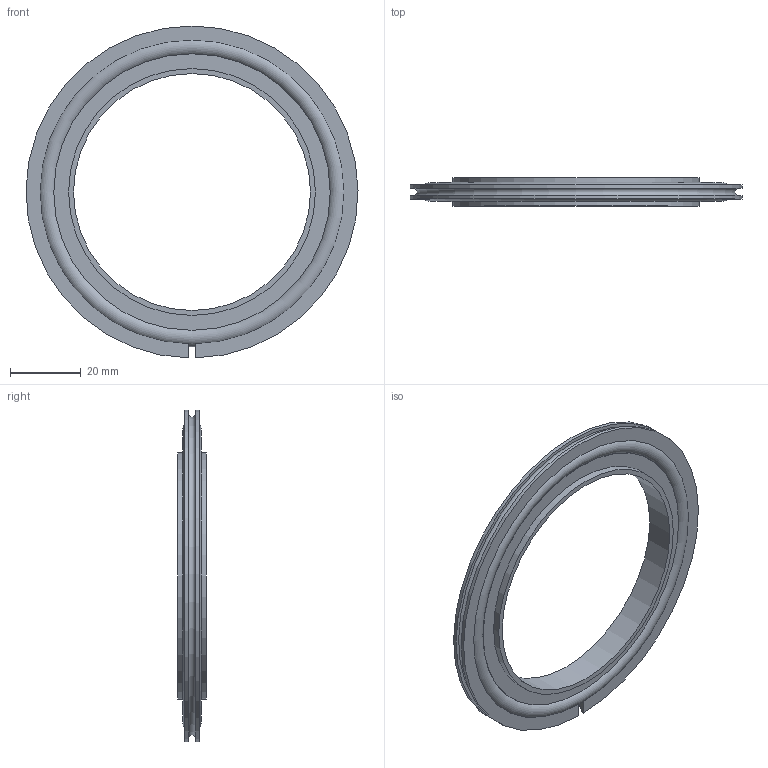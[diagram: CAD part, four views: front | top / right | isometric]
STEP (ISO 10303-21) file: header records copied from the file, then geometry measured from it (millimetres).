
FILE_DESCRIPTION(/* description */ (''),/* implementation_level */ '2;1');
FILE_NAME(/* name */ 'FL-CRSV63LF.stp',/* time_stamp */ '2018-07-11T09:51:46+01:00',/* author */ ('paul'),/* organization */ (''),/* preprocessor_version */ 'ST-DEVELOPER v17',/* originating_system */ 'Autodesk Inventor 2019',/* authorisation */ '');
FILE_SCHEMA (('AUTOMOTIVE_DESIGN { 1 0 10303 214 3 1 1 }'));
Length unit declared in the file: millimetre
Products named in the file (4): FL-CRSV63LF; o ring carrier 63; O ring; o ring retainer 63
Assembly tree (3 placements, depth 2):
  FL-CRSV63LF
    o ring carrier 63
    O ring
    o ring retainer 63
Bounding box: 93.89 x 8 x 93.89 mm (x, y, z)
Volume: 14457.9 mm3; surface area: 16043.8 mm2
Topology: 3 solids, 3 shells, 21 faces, 54 edges, 39 vertices
Faces by surface type: plane 10, cylinder 7, torus 4
Full cylindrical faces by diameter (mm): 67 x1, 69.8 x2, 78.2 x2
Entity records: 890 total; most frequent: CARTESIAN_POINT 183, DIRECTION 139, ORIENTED_EDGE 108, AXIS2_PLACEMENT_3D 61, EDGE_CURVE 54, VERTEX_POINT 39, CIRCLE 33, EDGE_LOOP 25
